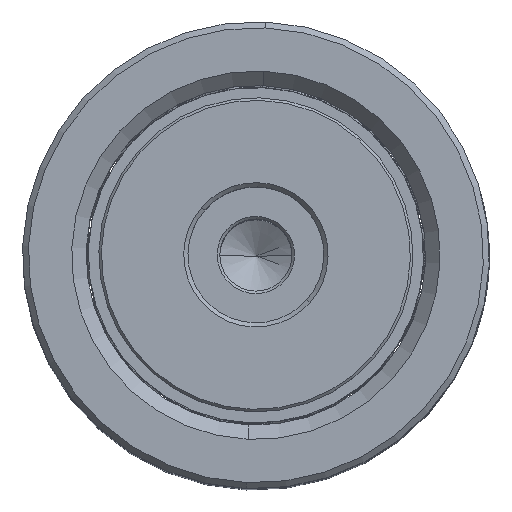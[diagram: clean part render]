
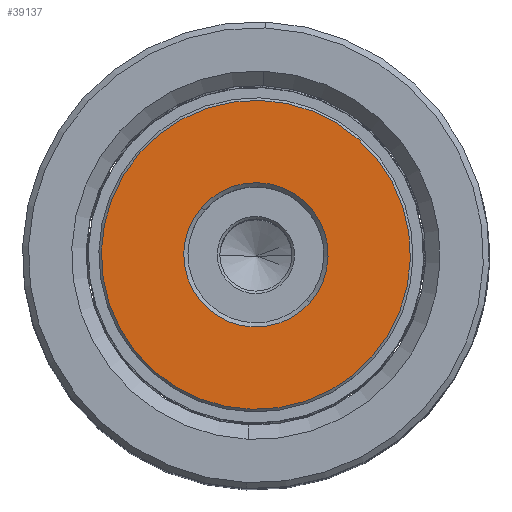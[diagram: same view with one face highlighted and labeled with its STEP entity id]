
A CAD part, top view. The second image highlights one B-rep face of the part: STEP entity #39137.
In plain terms, the highlighted face is planar.
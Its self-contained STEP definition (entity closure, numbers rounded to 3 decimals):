
#2046 = EDGE_CURVE ( 'NONE', #13568, #16863, #6186, .T. ) ;
#3089 = CARTESIAN_POINT ( 'NONE',  ( -18.2, 0., 0. ) ) ;
#3174 = CARTESIAN_POINT ( 'NONE',  ( 18.2, 0., 0. ) ) ;
#3460 = CARTESIAN_POINT ( 'NONE',  ( 0., 0., 0. ) ) ;
#3804 = ORIENTED_EDGE ( 'NONE', *, *, #2046, .T. ) ;
#5088 = CARTESIAN_POINT ( 'NONE',  ( 0., 0., 0. ) ) ;
#6186 = CIRCLE ( 'NONE', #42891, 8.5 ) ;
#6382 = ORIENTED_EDGE ( 'NONE', *, *, #18759, .T. ) ;
#6453 = EDGE_CURVE ( 'NONE', #21172, #29010, #29501, .T. ) ;
#7051 = ORIENTED_EDGE ( 'NONE', *, *, #6453, .T. ) ;
#8904 = DIRECTION ( 'NONE',  ( 0., 0., 1. ) ) ;
#10626 = CIRCLE ( 'NONE', #39562, 18.2 ) ;
#10820 = CARTESIAN_POINT ( 'NONE',  ( 0., 0., 0. ) ) ;
#11999 = DIRECTION ( 'NONE',  ( 1., 0., 0. ) ) ;
#13568 = VERTEX_POINT ( 'NONE', #42414 ) ;
#15099 = CARTESIAN_POINT ( 'NONE',  ( 0., 0., 0. ) ) ;
#16863 = VERTEX_POINT ( 'NONE', #33317 ) ;
#18759 = EDGE_CURVE ( 'NONE', #29010, #21172, #10626, .T. ) ;
#19716 = DIRECTION ( 'NONE',  ( 0., 0., -1. ) ) ;
#21172 = VERTEX_POINT ( 'NONE', #3089 ) ;
#21795 = AXIS2_PLACEMENT_3D ( 'NONE', #10820, #36483, #40470 ) ;
#25492 = EDGE_CURVE ( 'NONE', #16863, #13568, #27372, .T. ) ;
#25506 = FACE_OUTER_BOUND ( 'NONE', #43678, .T. ) ;
#27372 = CIRCLE ( 'NONE', #21795, 8.5 ) ;
#27892 = CARTESIAN_POINT ( 'NONE',  ( 0., 0., 0. ) ) ;
#29010 = VERTEX_POINT ( 'NONE', #3174 ) ;
#29501 = CIRCLE ( 'NONE', #30441, 18.2 ) ;
#30241 = EDGE_LOOP ( 'NONE', ( #41882, #3804 ) ) ;
#30441 = AXIS2_PLACEMENT_3D ( 'NONE', #27892, #19716, #46317 ) ;
#33317 = CARTESIAN_POINT ( 'NONE',  ( -8.5, 0., 0. ) ) ;
#36483 = DIRECTION ( 'NONE',  ( 0., 0., 1. ) ) ;
#38640 = DIRECTION ( 'NONE',  ( 1., 0., 0. ) ) ;
#39137 = ADVANCED_FACE ( 'NONE', ( #25506, #46115 ), #45592, .F. ) ;
#39562 = AXIS2_PLACEMENT_3D ( 'NONE', #5088, #46371, #38640 ) ;
#40470 = DIRECTION ( 'NONE',  ( 1., 0., 0. ) ) ;
#41882 = ORIENTED_EDGE ( 'NONE', *, *, #25492, .T. ) ;
#42414 = CARTESIAN_POINT ( 'NONE',  ( 8.5, 0., 0. ) ) ;
#42891 = AXIS2_PLACEMENT_3D ( 'NONE', #3460, #44403, #43929 ) ;
#43678 = EDGE_LOOP ( 'NONE', ( #6382, #7051 ) ) ;
#43929 = DIRECTION ( 'NONE',  ( 1., 0., 0. ) ) ;
#44403 = DIRECTION ( 'NONE',  ( 0., 0., 1. ) ) ;
#45592 = PLANE ( 'NONE',  #48288 ) ;
#46115 = FACE_BOUND ( 'NONE', #30241, .T. ) ;
#46317 = DIRECTION ( 'NONE',  ( 1., 0., 0. ) ) ;
#46371 = DIRECTION ( 'NONE',  ( 0., 0., -1. ) ) ;
#48288 = AXIS2_PLACEMENT_3D ( 'NONE', #15099, #8904, #11999 ) ;
